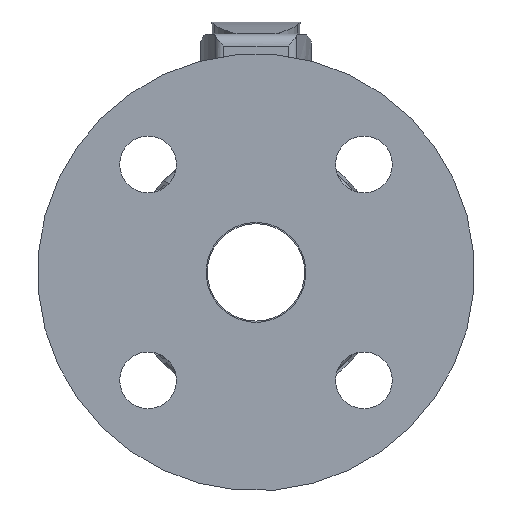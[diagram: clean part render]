
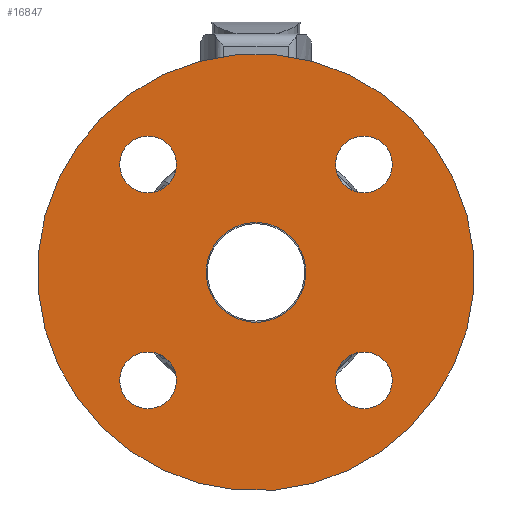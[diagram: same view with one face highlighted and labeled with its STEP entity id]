
A CAD part, left-side view. The second image highlights one B-rep face of the part: STEP entity #16847.
In plain terms, the highlighted face is planar.
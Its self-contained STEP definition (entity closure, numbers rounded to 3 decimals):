
#2563=FACE_BOUND($,#5989,.T.);
#2564=FACE_BOUND($,#5990,.T.);
#2565=FACE_BOUND($,#5991,.T.);
#2566=FACE_BOUND($,#5992,.T.);
#2567=FACE_BOUND($,#5993,.T.);
#2568=FACE_BOUND($,#5994,.T.);
#3510=CIRCLE($,#18946,9.35);
#3512=CIRCLE($,#18949,9.35);
#3514=CIRCLE($,#18952,9.35);
#3516=CIRCLE($,#18955,9.35);
#3519=CIRCLE($,#18961,72.);
#3520=CIRCLE($,#18963,16.45);
#3858=PLANE($,#18962);
#5989=EDGE_LOOP($,(#15274));
#5990=EDGE_LOOP($,(#15275));
#5991=EDGE_LOOP($,(#15276));
#5992=EDGE_LOOP($,(#15277));
#5993=EDGE_LOOP($,(#15278));
#5994=EDGE_LOOP($,(#15279));
#7865=VERTEX_POINT($,#48885);
#7867=VERTEX_POINT($,#48890);
#7869=VERTEX_POINT($,#48895);
#7871=VERTEX_POINT($,#48900);
#7874=VERTEX_POINT($,#48909);
#7875=VERTEX_POINT($,#48912);
#10347=EDGE_CURVE($,#7865,#7865,#3510,.T.);
#10349=EDGE_CURVE($,#7867,#7867,#3512,.T.);
#10351=EDGE_CURVE($,#7869,#7869,#3514,.T.);
#10353=EDGE_CURVE($,#7871,#7871,#3516,.T.);
#10356=EDGE_CURVE($,#7874,#7874,#3519,.T.);
#10357=EDGE_CURVE($,#7875,#7875,#3520,.T.);
#15274=ORIENTED_EDGE($,*,*,#10347,.T.);
#15275=ORIENTED_EDGE($,*,*,#10349,.T.);
#15276=ORIENTED_EDGE($,*,*,#10351,.T.);
#15277=ORIENTED_EDGE($,*,*,#10353,.T.);
#15278=ORIENTED_EDGE($,*,*,#10356,.T.);
#15279=ORIENTED_EDGE($,*,*,#10357,.F.);
#16847=ADVANCED_FACE($,(#2563,#2564,#2565,#2566,#2567,#2568),#3858,.T.);
#18946=AXIS2_PLACEMENT_3D($,#48886,#23939,#23940);
#18949=AXIS2_PLACEMENT_3D($,#48891,#23945,#23946);
#18952=AXIS2_PLACEMENT_3D($,#48896,#23951,#23952);
#18955=AXIS2_PLACEMENT_3D($,#48901,#23957,#23958);
#18961=AXIS2_PLACEMENT_3D($,#48910,#23969,#23970);
#18962=AXIS2_PLACEMENT_3D($,#48911,#23971,#23972);
#18963=AXIS2_PLACEMENT_3D($,#48913,#23973,#23974);
#23939=DIRECTION('center_axis',(0.,0.,-1.));
#23940=DIRECTION('ref_axis',(0.,1.,0.));
#23945=DIRECTION('center_axis',(0.,0.,-1.));
#23946=DIRECTION('ref_axis',(1.,0.,0.));
#23951=DIRECTION('center_axis',(0.,0.,-1.));
#23952=DIRECTION('ref_axis',(0.,-1.,0.));
#23957=DIRECTION('center_axis',(0.,0.,-1.));
#23958=DIRECTION('ref_axis',(-1.,0.,0.));
#23969=DIRECTION('center_axis',(0.,0.,1.));
#23970=DIRECTION('ref_axis',(1.,0.,0.));
#23971=DIRECTION('center_axis',(0.,0.,1.));
#23972=DIRECTION('ref_axis',(1.,0.,0.));
#23973=DIRECTION('center_axis',(0.,0.,1.));
#23974=DIRECTION('ref_axis',(1.,0.,0.));
#48885=CARTESIAN_POINT('',(0.,40.95,47.));
#48886=CARTESIAN_POINT('Origin',(0.,50.3,47.));
#48890=CARTESIAN_POINT('',(40.95,0.,47.));
#48891=CARTESIAN_POINT('Origin',(50.3,0.,47.));
#48895=CARTESIAN_POINT('',(0.,-40.95,47.));
#48896=CARTESIAN_POINT('Origin',(0.,-50.3,47.));
#48900=CARTESIAN_POINT('',(-40.95,0.,47.));
#48901=CARTESIAN_POINT('Origin',(-50.3,0.,47.));
#48909=CARTESIAN_POINT('',(0.,-72.,47.));
#48910=CARTESIAN_POINT('Origin',(0.,0.,47.));
#48911=CARTESIAN_POINT('Origin',(0.,-16.45,47.));
#48912=CARTESIAN_POINT('',(0.,-16.45,47.));
#48913=CARTESIAN_POINT('Origin',(0.,0.,47.));
